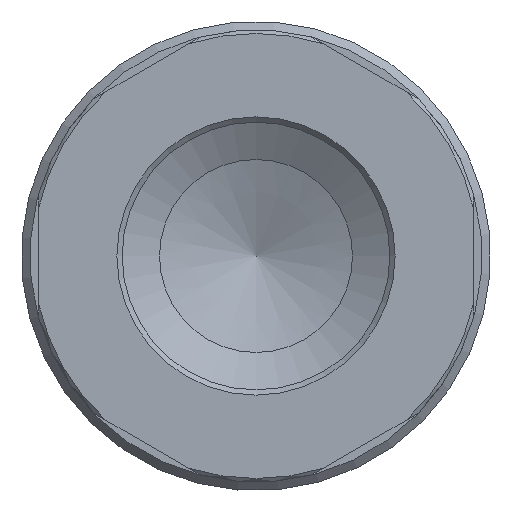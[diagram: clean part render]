
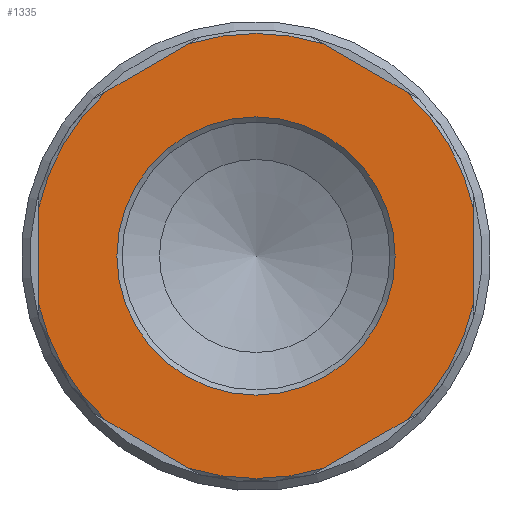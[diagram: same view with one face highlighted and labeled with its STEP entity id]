
A CAD part, left-side view. The second image highlights one B-rep face of the part: STEP entity #1335.
In plain terms, the highlighted planar face has unit normal (-1, 0, 0).
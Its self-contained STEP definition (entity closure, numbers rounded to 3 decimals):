
#64=FACE_BOUND('',#256,.T.);
#85=PLANE('',#1496);
#170=FACE_OUTER_BOUND('',#255,.T.);
#255=EDGE_LOOP('',(#1067,#1068,#1069,#1070,#1071,#1072,#1073,#1074,#1075,
#1076,#1077,#1078));
#256=EDGE_LOOP('',(#1079));
#318=LINE('',#2229,#380);
#322=LINE('',#2254,#384);
#326=LINE('',#2279,#388);
#330=LINE('',#2304,#392);
#334=LINE('',#2329,#396);
#338=LINE('',#2354,#400);
#380=VECTOR('',#1808,10.);
#384=VECTOR('',#1814,10.);
#388=VECTOR('',#1820,10.);
#392=VECTOR('',#1826,10.);
#396=VECTOR('',#1832,10.);
#400=VECTOR('',#1838,10.);
#460=CIRCLE('',#1489,8.);
#461=CIRCLE('',#1497,12.8);
#462=CIRCLE('',#1498,12.8);
#463=CIRCLE('',#1499,12.8);
#464=CIRCLE('',#1500,12.8);
#465=CIRCLE('',#1501,12.8);
#466=CIRCLE('',#1502,12.8);
#555=VERTEX_POINT('',#2202);
#557=VERTEX_POINT('',#2207);
#563=VERTEX_POINT('',#2225);
#565=VERTEX_POINT('',#2232);
#571=VERTEX_POINT('',#2250);
#573=VERTEX_POINT('',#2257);
#579=VERTEX_POINT('',#2275);
#581=VERTEX_POINT('',#2282);
#587=VERTEX_POINT('',#2300);
#589=VERTEX_POINT('',#2307);
#595=VERTEX_POINT('',#2325);
#597=VERTEX_POINT('',#2332);
#603=VERTEX_POINT('',#2350);
#717=EDGE_CURVE('',#555,#555,#460,.T.);
#726=EDGE_CURVE('',#557,#563,#318,.T.);
#734=EDGE_CURVE('',#565,#571,#322,.T.);
#742=EDGE_CURVE('',#573,#579,#326,.T.);
#750=EDGE_CURVE('',#581,#587,#330,.T.);
#758=EDGE_CURVE('',#589,#595,#334,.T.);
#766=EDGE_CURVE('',#597,#603,#338,.T.);
#767=EDGE_CURVE('',#565,#563,#461,.T.);
#768=EDGE_CURVE('',#573,#571,#462,.T.);
#769=EDGE_CURVE('',#581,#579,#463,.T.);
#770=EDGE_CURVE('',#589,#587,#464,.T.);
#771=EDGE_CURVE('',#597,#595,#465,.T.);
#772=EDGE_CURVE('',#557,#603,#466,.T.);
#1067=ORIENTED_EDGE('',*,*,#726,.T.);
#1068=ORIENTED_EDGE('',*,*,#767,.F.);
#1069=ORIENTED_EDGE('',*,*,#734,.T.);
#1070=ORIENTED_EDGE('',*,*,#768,.F.);
#1071=ORIENTED_EDGE('',*,*,#742,.T.);
#1072=ORIENTED_EDGE('',*,*,#769,.F.);
#1073=ORIENTED_EDGE('',*,*,#750,.T.);
#1074=ORIENTED_EDGE('',*,*,#770,.F.);
#1075=ORIENTED_EDGE('',*,*,#758,.T.);
#1076=ORIENTED_EDGE('',*,*,#771,.F.);
#1077=ORIENTED_EDGE('',*,*,#766,.T.);
#1078=ORIENTED_EDGE('',*,*,#772,.F.);
#1079=ORIENTED_EDGE('',*,*,#717,.T.);
#1335=ADVANCED_FACE('',(#170,#64),#85,.T.);
#1489=AXIS2_PLACEMENT_3D('',#2203,#1800,#1801);
#1496=AXIS2_PLACEMENT_3D('',#2355,#1839,#1840);
#1497=AXIS2_PLACEMENT_3D('',#2356,#1841,#1842);
#1498=AXIS2_PLACEMENT_3D('',#2357,#1843,#1844);
#1499=AXIS2_PLACEMENT_3D('',#2358,#1845,#1846);
#1500=AXIS2_PLACEMENT_3D('',#2359,#1847,#1848);
#1501=AXIS2_PLACEMENT_3D('',#2360,#1849,#1850);
#1502=AXIS2_PLACEMENT_3D('',#2361,#1851,#1852);
#1800=DIRECTION('center_axis',(1.,0.,0.));
#1801=DIRECTION('ref_axis',(0.,-1.,0.));
#1808=DIRECTION('',(0.,0.866,-0.5));
#1814=DIRECTION('',(0.,0.,-1.));
#1820=DIRECTION('',(0.,-0.866,-0.5));
#1826=DIRECTION('',(0.,-0.866,0.5));
#1832=DIRECTION('',(0.,0.,1.));
#1838=DIRECTION('',(0.,0.866,0.5));
#1839=DIRECTION('center_axis',(-1.,0.,0.));
#1840=DIRECTION('ref_axis',(0.,0.,1.));
#1841=DIRECTION('center_axis',(1.,0.,0.));
#1842=DIRECTION('ref_axis',(0.,-1.,0.));
#1843=DIRECTION('center_axis',(1.,0.,0.));
#1844=DIRECTION('ref_axis',(0.,-1.,0.));
#1845=DIRECTION('center_axis',(1.,0.,0.));
#1846=DIRECTION('ref_axis',(0.,-1.,0.));
#1847=DIRECTION('center_axis',(1.,0.,0.));
#1848=DIRECTION('ref_axis',(0.,-1.,0.));
#1849=DIRECTION('center_axis',(1.,0.,0.));
#1850=DIRECTION('ref_axis',(0.,-1.,0.));
#1851=DIRECTION('center_axis',(1.,0.,0.));
#1852=DIRECTION('ref_axis',(0.,-1.,0.));
#2202=CARTESIAN_POINT('',(0.,8.,0.));
#2203=CARTESIAN_POINT('Origin',(0.,0.,0.));
#2207=CARTESIAN_POINT('',(0.,3.864,12.203));
#2225=CARTESIAN_POINT('',(0.,8.636,9.448));
#2229=CARTESIAN_POINT('',(0.,3.125,12.63));
#2232=CARTESIAN_POINT('',(0.,12.5,2.755));
#2250=CARTESIAN_POINT('',(0.,12.5,-2.755));
#2254=CARTESIAN_POINT('',(0.,12.5,3.608));
#2257=CARTESIAN_POINT('',(0.,8.636,-9.448));
#2275=CARTESIAN_POINT('',(0.,3.864,-12.203));
#2279=CARTESIAN_POINT('',(0.,9.375,-9.021));
#2282=CARTESIAN_POINT('',(0.,-3.864,-12.203));
#2300=CARTESIAN_POINT('',(0.,-8.636,-9.448));
#2304=CARTESIAN_POINT('',(0.,-3.125,-12.63));
#2307=CARTESIAN_POINT('',(0.,-12.5,-2.755));
#2325=CARTESIAN_POINT('',(0.,-12.5,2.755));
#2329=CARTESIAN_POINT('',(0.,-12.5,-3.608));
#2332=CARTESIAN_POINT('',(0.,-8.636,9.448));
#2350=CARTESIAN_POINT('',(0.,-3.864,12.203));
#2354=CARTESIAN_POINT('',(0.,-9.375,9.021));
#2355=CARTESIAN_POINT('Origin',(0.,0.,0.));
#2356=CARTESIAN_POINT('Origin',(0.,0.,0.));
#2357=CARTESIAN_POINT('Origin',(0.,0.,0.));
#2358=CARTESIAN_POINT('Origin',(0.,0.,0.));
#2359=CARTESIAN_POINT('Origin',(0.,0.,0.));
#2360=CARTESIAN_POINT('Origin',(0.,0.,0.));
#2361=CARTESIAN_POINT('Origin',(0.,0.,0.));
